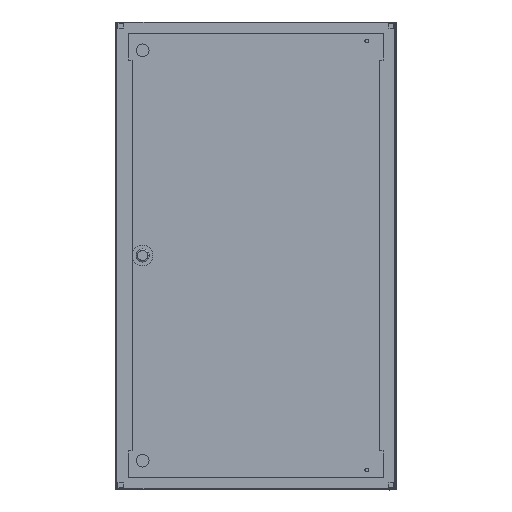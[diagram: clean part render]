
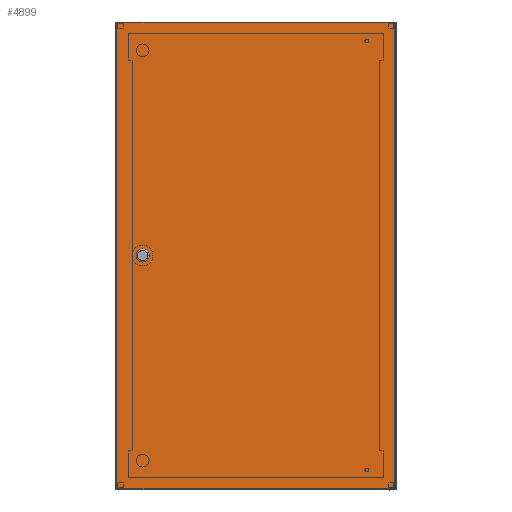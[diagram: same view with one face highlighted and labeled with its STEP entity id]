
A CAD part, top view. The second image highlights one B-rep face of the part: STEP entity #4899.
In plain terms, the highlighted face is planar.
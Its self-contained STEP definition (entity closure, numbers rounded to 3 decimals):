
#32 = ORIENTED_EDGE ( 'NONE', *, *, #3790, .F. ) ;
#34 = CARTESIAN_POINT ( 'NONE',  ( 242.5, 0., 0. ) ) ;
#172 = CARTESIAN_POINT ( 'NONE',  ( 297.5, -499.25, 0. ) ) ;
#272 = DIRECTION ( 'NONE',  ( -1., 0., 0. ) ) ;
#633 = EDGE_CURVE ( 'NONE', #11366, #2087, #1051, .T. ) ;
#806 = CIRCLE ( 'NONE', #8667, 14. ) ;
#1044 = LINE ( 'NONE', #4367, #8693 ) ;
#1051 = CIRCLE ( 'NONE', #13187, 14. ) ;
#1245 = CARTESIAN_POINT ( 'NONE',  ( 242.5, 0., 0. ) ) ;
#1308 = AXIS2_PLACEMENT_3D ( 'NONE', #3594, #7942, #272 ) ;
#1342 = CARTESIAN_POINT ( 'NONE',  ( -297.5, 499.25, 0. ) ) ;
#2087 = VERTEX_POINT ( 'NONE', #12654 ) ;
#2967 = LINE ( 'NONE', #7263, #3754 ) ;
#3277 = DIRECTION ( 'NONE',  ( -1., 0., 0. ) ) ;
#3571 = EDGE_CURVE ( 'NONE', #9222, #8094, #10245, .T. ) ;
#3594 = CARTESIAN_POINT ( 'NONE',  ( 0., 0., 0. ) ) ;
#3754 = VECTOR ( 'NONE', #7326, 1000. ) ;
#3790 = EDGE_CURVE ( 'NONE', #12280, #9222, #11720, .T. ) ;
#4348 = DIRECTION ( 'NONE',  ( 0., 0., -1. ) ) ;
#4367 = CARTESIAN_POINT ( 'NONE',  ( 297.5, 499.25, 0. ) ) ;
#4577 = FACE_BOUND ( 'NONE', #10167, .T. ) ;
#4899 = ADVANCED_FACE ( 'NONE', ( #4577, #9917 ), #6964, .T. ) ;
#5354 = DIRECTION ( 'NONE',  ( 0., 1., 0. ) ) ;
#6964 = PLANE ( 'NONE',  #1308 ) ;
#7225 = CARTESIAN_POINT ( 'NONE',  ( -297.5, 499.25, 0. ) ) ;
#7263 = CARTESIAN_POINT ( 'NONE',  ( 297.5, 499.25, 0. ) ) ;
#7326 = DIRECTION ( 'NONE',  ( -1., 0., 0. ) ) ;
#7655 = ORIENTED_EDGE ( 'NONE', *, *, #633, .F. ) ;
#7789 = DIRECTION ( 'NONE',  ( -1., 0., 0. ) ) ;
#7942 = DIRECTION ( 'NONE',  ( 0., 0., -1. ) ) ;
#8094 = VERTEX_POINT ( 'NONE', #172 ) ;
#8536 = ORIENTED_EDGE ( 'NONE', *, *, #3571, .F. ) ;
#8667 = AXIS2_PLACEMENT_3D ( 'NONE', #34, #4348, #3277 ) ;
#8693 = VECTOR ( 'NONE', #5354, 1000. ) ;
#9060 = DIRECTION ( 'NONE',  ( 1., 0., 0. ) ) ;
#9082 = ORIENTED_EDGE ( 'NONE', *, *, #10333, .F. ) ;
#9222 = VERTEX_POINT ( 'NONE', #11598 ) ;
#9658 = EDGE_CURVE ( 'NONE', #2087, #11366, #806, .T. ) ;
#9760 = DIRECTION ( 'NONE',  ( 0., 0., -1. ) ) ;
#9917 = FACE_OUTER_BOUND ( 'NONE', #13751, .T. ) ;
#9974 = VERTEX_POINT ( 'NONE', #12747 ) ;
#9979 = CARTESIAN_POINT ( 'NONE',  ( 297.5, -499.25, 0. ) ) ;
#10167 = EDGE_LOOP ( 'NONE', ( #7655, #11724 ) ) ;
#10245 = LINE ( 'NONE', #9979, #11321 ) ;
#10333 = EDGE_CURVE ( 'NONE', #8094, #9974, #1044, .T. ) ;
#10459 = DIRECTION ( 'NONE',  ( 0., -1., 0. ) ) ;
#11321 = VECTOR ( 'NONE', #9060, 1000. ) ;
#11366 = VERTEX_POINT ( 'NONE', #12193 ) ;
#11598 = CARTESIAN_POINT ( 'NONE',  ( -297.5, -499.25, 0. ) ) ;
#11720 = LINE ( 'NONE', #7225, #12212 ) ;
#11724 = ORIENTED_EDGE ( 'NONE', *, *, #9658, .F. ) ;
#12049 = EDGE_CURVE ( 'NONE', #9974, #12280, #2967, .T. ) ;
#12193 = CARTESIAN_POINT ( 'NONE',  ( 256.5, 0., 0. ) ) ;
#12212 = VECTOR ( 'NONE', #10459, 1000. ) ;
#12280 = VERTEX_POINT ( 'NONE', #1342 ) ;
#12654 = CARTESIAN_POINT ( 'NONE',  ( 228.5, 0., 0. ) ) ;
#12747 = CARTESIAN_POINT ( 'NONE',  ( 297.5, 499.25, 0. ) ) ;
#13187 = AXIS2_PLACEMENT_3D ( 'NONE', #1245, #9760, #7789 ) ;
#13547 = ORIENTED_EDGE ( 'NONE', *, *, #12049, .F. ) ;
#13751 = EDGE_LOOP ( 'NONE', ( #32, #13547, #9082, #8536 ) ) ;
